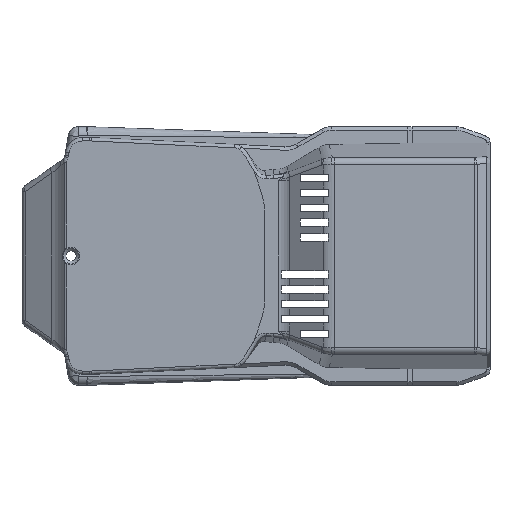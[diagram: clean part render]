
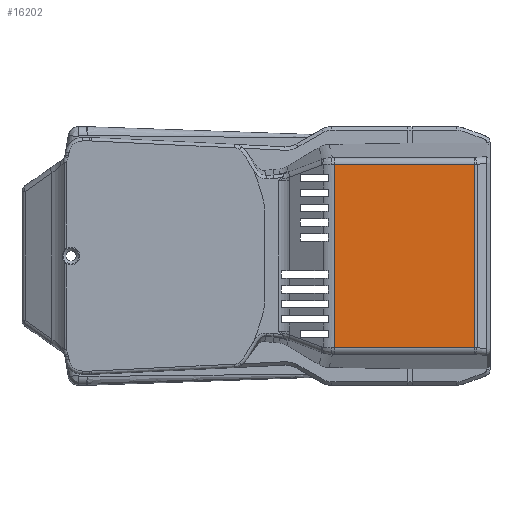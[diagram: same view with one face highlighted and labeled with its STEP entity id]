
A CAD part, front view. The second image highlights one B-rep face of the part: STEP entity #16202.
In plain terms, the highlighted planar face has unit normal (0, -1, 0).
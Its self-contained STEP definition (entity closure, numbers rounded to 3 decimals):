
#1120=PLANE('',#17378);
#1955=FACE_OUTER_BOUND('',#2823,.T.);
#2823=EDGE_LOOP('',(#14972,#14973,#14974,#14975));
#4417=LINE('',#31072,#6057);
#4421=LINE('',#31080,#6061);
#4424=LINE('',#31086,#6064);
#4427=LINE('',#31091,#6067);
#6057=VECTOR('',#21204,10.);
#6061=VECTOR('',#21210,10.);
#6064=VECTOR('',#21215,10.);
#6067=VECTOR('',#21220,10.);
#7932=VERTEX_POINT('',#31070);
#7933=VERTEX_POINT('',#31071);
#7936=VERTEX_POINT('',#31079);
#7938=VERTEX_POINT('',#31085);
#10288=EDGE_CURVE('',#7932,#7933,#4417,.T.);
#10292=EDGE_CURVE('',#7933,#7936,#4421,.T.);
#10295=EDGE_CURVE('',#7936,#7938,#4424,.T.);
#10298=EDGE_CURVE('',#7938,#7932,#4427,.T.);
#14972=ORIENTED_EDGE('',*,*,#10298,.T.);
#14973=ORIENTED_EDGE('',*,*,#10288,.T.);
#14974=ORIENTED_EDGE('',*,*,#10292,.T.);
#14975=ORIENTED_EDGE('',*,*,#10295,.T.);
#16202=ADVANCED_FACE('',(#1955),#1120,.T.);
#17378=AXIS2_PLACEMENT_3D('',#31093,#21222,#21223);
#21204=DIRECTION('',(-1.,0.,0.));
#21210=DIRECTION('',(0.,0.,-1.));
#21215=DIRECTION('',(1.,0.,0.));
#21220=DIRECTION('',(0.,0.,1.));
#21222=DIRECTION('center_axis',(0.,-1.,0.));
#21223=DIRECTION('ref_axis',(1.,0.,0.));
#31070=CARTESIAN_POINT('',(29.026,-34.,26.96));
#31071=CARTESIAN_POINT('',(-12.108,-34.,26.96));
#31072=CARTESIAN_POINT('',(29.026,-34.,26.96));
#31079=CARTESIAN_POINT('',(-12.108,-34.,-26.96));
#31080=CARTESIAN_POINT('',(-12.108,-34.,26.96));
#31085=CARTESIAN_POINT('',(29.026,-34.,-26.96));
#31086=CARTESIAN_POINT('',(-12.108,-34.,-26.96));
#31091=CARTESIAN_POINT('',(29.026,-34.,-26.96));
#31093=CARTESIAN_POINT('Origin',(8.459,-34.,0.));
